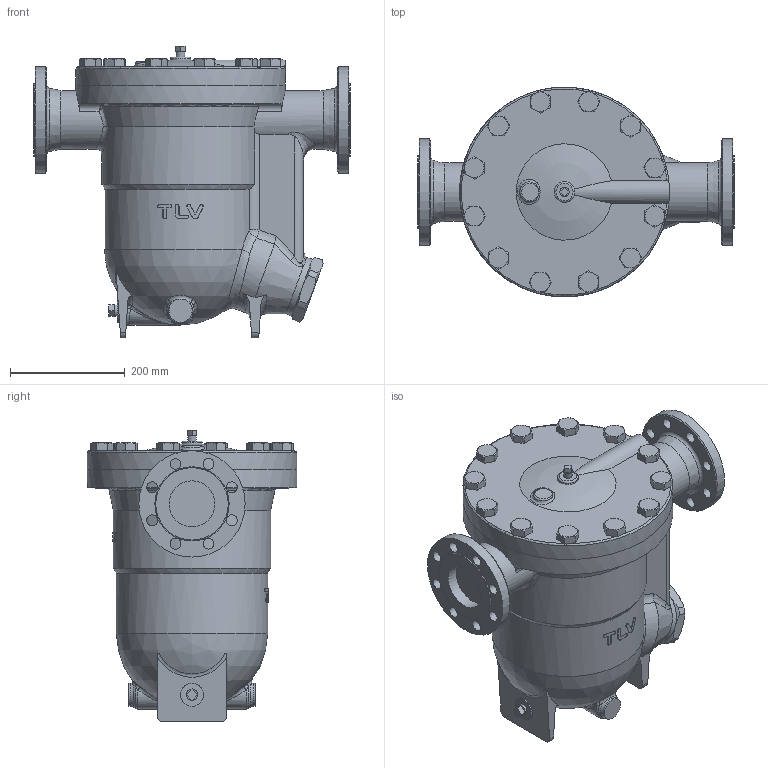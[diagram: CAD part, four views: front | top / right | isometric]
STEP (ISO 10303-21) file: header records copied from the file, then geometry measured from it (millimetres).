
FILE_DESCRIPTION(/* description */ (''),/* implementation_level */ '2;1');
FILE_NAME(/* name */ 'j8x00-080-jis10-00.stp',/* time_stamp */ '2024-08-23T08:08:19+09:00',/* author */ ('nakaot'),/* organization */ (''),/* preprocessor_version */ 'ST-DEVELOPER v18.1',/* originating_system */ 'Autodesk Inventor 2022',/* authorisation */ '');
FILE_SCHEMA (('AUTOMOTIVE_DESIGN { 1 0 10303 214 3 1 1 }'));
Length unit declared in the file: millimetre
Products named in the file (1): j8x00-080-jis10-00
Bounding box: 550 x 365 x 508 mm (x, y, z)
Volume: 32287243 mm3; surface area: 997573.7 mm2
Topology: 1 solids, 1 shells, 468 faces, 1130 edges, 690 vertices
Faces by surface type: plane 191, cone 99, cylinder 96, bspline 60, torus 18, sphere 4
Full cylindrical faces by diameter (mm): 19 x16, 22 x20, 22.631 x1, 25 x12, 36 x1, 40 x3, 80 x2, 102 x2, 105.048 x1, 126 x2, 185 x2, 250 x1, 365 x2
Entity records: 22859 total; most frequent: CARTESIAN_POINT 12664, ORIENTED_EDGE 2236, DIRECTION 1942, EDGE_CURVE 1118, AXIS2_PLACEMENT_3D 786, VERTEX_POINT 690, EDGE_LOOP 562, FACE_OUTER_BOUND 468
